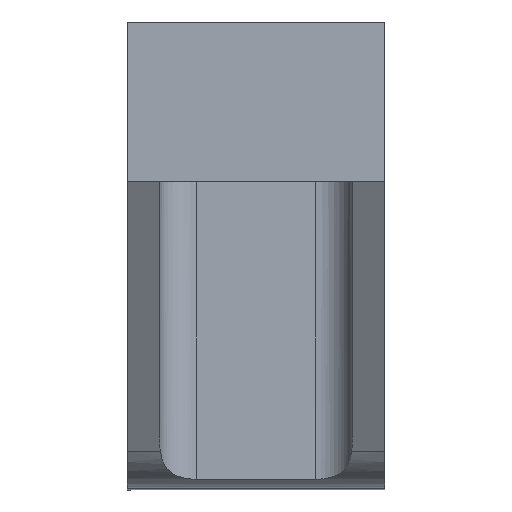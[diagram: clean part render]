
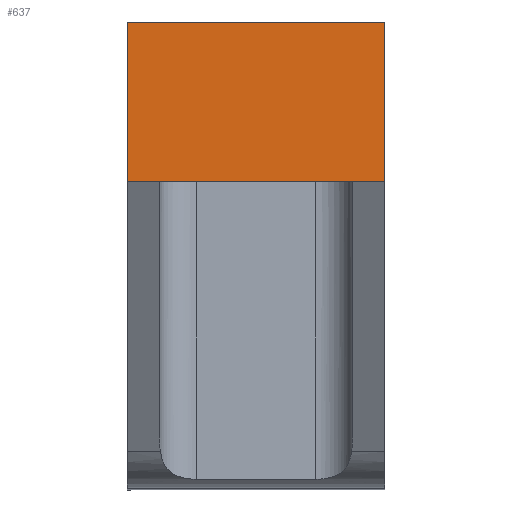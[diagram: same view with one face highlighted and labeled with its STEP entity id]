
A CAD part, top view. The second image highlights one B-rep face of the part: STEP entity #637.
In plain terms, the highlighted face is planar.
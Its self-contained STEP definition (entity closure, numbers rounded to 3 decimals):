
#67=FACE_OUTER_BOUND('',#103,.T.);
#103=EDGE_LOOP('',(#459,#460,#461,#462,#463,#464));
#144=LINE('',#940,#208);
#150=LINE('',#956,#214);
#163=LINE('',#1055,#227);
#164=LINE('',#1057,#228);
#165=LINE('',#1058,#229);
#166=LINE('',#1059,#230);
#208=VECTOR('',#750,1000.);
#214=VECTOR('',#762,1000.);
#227=VECTOR('',#797,1000.);
#228=VECTOR('',#798,1000.);
#229=VECTOR('',#799,1000.);
#230=VECTOR('',#800,1000.);
#271=VERTEX_POINT('',#936);
#273=VERTEX_POINT('',#939);
#277=VERTEX_POINT('',#948);
#280=VERTEX_POINT('',#954);
#299=VERTEX_POINT('',#1054);
#300=VERTEX_POINT('',#1056);
#332=EDGE_CURVE('',#273,#271,#144,.T.);
#340=EDGE_CURVE('',#277,#280,#150,.T.);
#363=EDGE_CURVE('',#280,#299,#163,.T.);
#364=EDGE_CURVE('',#300,#299,#164,.T.);
#365=EDGE_CURVE('',#273,#300,#165,.T.);
#366=EDGE_CURVE('',#271,#277,#166,.T.);
#459=ORIENTED_EDGE('',*,*,#363,.T.);
#460=ORIENTED_EDGE('',*,*,#364,.F.);
#461=ORIENTED_EDGE('',*,*,#365,.F.);
#462=ORIENTED_EDGE('',*,*,#332,.T.);
#463=ORIENTED_EDGE('',*,*,#366,.T.);
#464=ORIENTED_EDGE('',*,*,#340,.T.);
#611=PLANE('',#696);
#637=ADVANCED_FACE('',(#67),#611,.F.);
#696=AXIS2_PLACEMENT_3D('',#1053,#795,#796);
#750=DIRECTION('',(0.,0.,-1.));
#762=DIRECTION('',(0.,0.,-1.));
#795=DIRECTION('center_axis',(1.,0.,0.));
#796=DIRECTION('ref_axis',(0.,0.,-1.));
#797=DIRECTION('',(0.,-1.,0.));
#798=DIRECTION('',(0.,0.,-1.));
#799=DIRECTION('',(0.,-1.,0.));
#800=DIRECTION('',(0.,0.,-1.));
#936=CARTESIAN_POINT('',(-54.5,13.,7.875));
#939=CARTESIAN_POINT('',(-54.5,13.,10.5));
#940=CARTESIAN_POINT('',(-54.5,13.,10.5));
#948=CARTESIAN_POINT('',(-54.5,13.,-7.875));
#954=CARTESIAN_POINT('',(-54.5,13.,-10.5));
#956=CARTESIAN_POINT('',(-54.5,13.,10.5));
#1053=CARTESIAN_POINT('Origin',(-54.5,13.,10.5));
#1054=CARTESIAN_POINT('',(-54.5,0.,-10.5));
#1055=CARTESIAN_POINT('',(-54.5,13.,-10.5));
#1056=CARTESIAN_POINT('',(-54.5,0.,10.5));
#1057=CARTESIAN_POINT('',(-54.5,0.,10.5));
#1058=CARTESIAN_POINT('',(-54.5,13.,10.5));
#1059=CARTESIAN_POINT('',(-54.5,13.,10.5));
